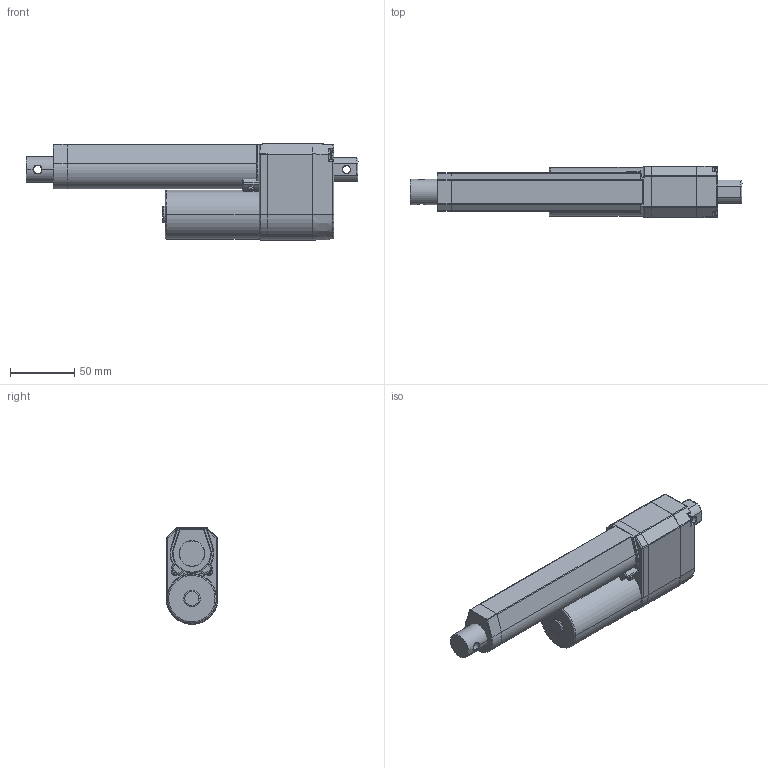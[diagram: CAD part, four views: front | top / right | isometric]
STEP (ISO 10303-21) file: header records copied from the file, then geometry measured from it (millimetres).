
FILE_DESCRIPTION((''),'2;1');
FILE_NAME('TGA-100_ASM','2022-03-17T',('Administrator'),(''),'PRO/ENGINEER BY PARAMETRIC TECHNOLOGY CORPORATION, 2008380','PRO/ENGINEER BY PARAMETRIC TECHNOLOGY CORPORATION, 2008380','');
FILE_SCHEMA(('CONFIG_CONTROL_DESIGN'));
Length unit declared in the file: millimetre
Products named in the file (7): UP; END; MOTER; WAIKE; FENGTOU; NEIGUAN; TGA-100_ASM
Assembly tree (6 placements, depth 2):
  TGA-100_ASM
    UP
    END
    MOTER
    WAIKE
    FENGTOU
    NEIGUAN
Bounding box: 258 x 40.32 x 75.08 mm (x, y, z)
Volume: 312624.3 mm3; surface area: 83105.7 mm2
Topology: 6 solids, 7 shells, 328 faces, 833 edges, 514 vertices
Faces by surface type: plane 148, cylinder 87, bspline 46, torus 23, cone 12, sphere 12
Entity records: 12631 total; most frequent: CARTESIAN_POINT 4983, ORIENTED_EDGE 1616, DIRECTION 1455, EDGE_CURVE 825, AXIS2_PLACEMENT_3D 522, VERTEX_POINT 514, VECTOR 411, LINE 411
